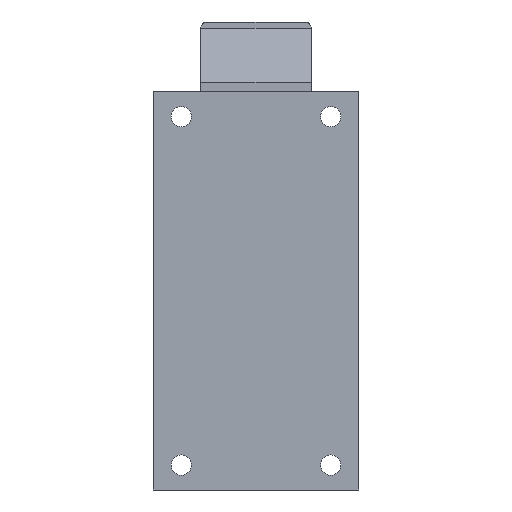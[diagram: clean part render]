
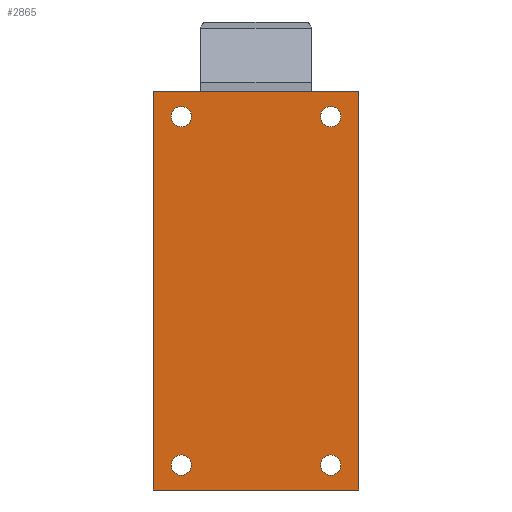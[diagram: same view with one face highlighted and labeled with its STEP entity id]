
A CAD part, front view. The second image highlights one B-rep face of the part: STEP entity #2865.
In plain terms, the highlighted planar face has unit normal (0, -1, 0).
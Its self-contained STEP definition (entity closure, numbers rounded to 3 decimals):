
#38 = VERTEX_POINT ( 'NONE', #68 ) ;
#68 = CARTESIAN_POINT ( 'NONE',  ( -24., -4.9, 52.75 ) ) ;
#177 = VERTEX_POINT ( 'NONE', #1899 ) ;
#180 = CARTESIAN_POINT ( 'NONE',  ( 24., -4.9, -56. ) ) ;
#196 = CARTESIAN_POINT ( 'NONE',  ( -33., -4.9, 64. ) ) ;
#241 = CARTESIAN_POINT ( 'NONE',  ( 0., -4.9, 0. ) ) ;
#259 = AXIS2_PLACEMENT_3D ( 'NONE', #1207, #2985, #1455 ) ;
#281 = EDGE_CURVE ( 'NONE', #1273, #177, #1998, .T. ) ;
#282 = CARTESIAN_POINT ( 'NONE',  ( -24., -4.9, -56. ) ) ;
#332 = DIRECTION ( 'NONE',  ( 0., 1., 0. ) ) ;
#345 = ORIENTED_EDGE ( 'NONE', *, *, #3241, .F. ) ;
#349 = AXIS2_PLACEMENT_3D ( 'NONE', #2866, #332, #1987 ) ;
#352 = VERTEX_POINT ( 'NONE', #1685 ) ;
#370 = FACE_BOUND ( 'NONE', #2191, .T. ) ;
#380 = LINE ( 'NONE', #1324, #1714 ) ;
#407 = ORIENTED_EDGE ( 'NONE', *, *, #1357, .T. ) ;
#431 = ORIENTED_EDGE ( 'NONE', *, *, #1682, .T. ) ;
#440 = DIRECTION ( 'NONE',  ( 0., 0., 1. ) ) ;
#482 = VERTEX_POINT ( 'NONE', #699 ) ;
#699 = CARTESIAN_POINT ( 'NONE',  ( 24., -4.9, 59.25 ) ) ;
#704 = AXIS2_PLACEMENT_3D ( 'NONE', #282, #929, #1512 ) ;
#710 = DIRECTION ( 'NONE',  ( 0., 1., 0. ) ) ;
#727 = EDGE_CURVE ( 'NONE', #482, #352, #729, .T. ) ;
#729 = CIRCLE ( 'NONE', #349, 3.25 ) ;
#738 = CARTESIAN_POINT ( 'NONE',  ( 24., -4.9, -59.25 ) ) ;
#739 = CARTESIAN_POINT ( 'NONE',  ( 24., -4.9, -52.75 ) ) ;
#753 = DIRECTION ( 'NONE',  ( 0., 0., 1. ) ) ;
#757 = ORIENTED_EDGE ( 'NONE', *, *, #1671, .T. ) ;
#906 = DIRECTION ( 'NONE',  ( 0., 1., 0. ) ) ;
#929 = DIRECTION ( 'NONE',  ( 0., 1., 0. ) ) ;
#945 = VECTOR ( 'NONE', #2596, 1000. ) ;
#949 = AXIS2_PLACEMENT_3D ( 'NONE', #241, #2266, #753 ) ;
#1033 = EDGE_CURVE ( 'NONE', #2362, #1824, #380, .T. ) ;
#1041 = VERTEX_POINT ( 'NONE', #739 ) ;
#1083 = AXIS2_PLACEMENT_3D ( 'NONE', #1331, #3111, #1587 ) ;
#1146 = AXIS2_PLACEMENT_3D ( 'NONE', #2435, #906, #2684 ) ;
#1186 = FACE_BOUND ( 'NONE', #2528, .T. ) ;
#1207 = CARTESIAN_POINT ( 'NONE',  ( 24., -4.9, 56. ) ) ;
#1229 = CIRCLE ( 'NONE', #1146, 3.25 ) ;
#1273 = VERTEX_POINT ( 'NONE', #2309 ) ;
#1277 = EDGE_CURVE ( 'NONE', #3082, #1857, #2942, .T. ) ;
#1324 = CARTESIAN_POINT ( 'NONE',  ( 33., -4.9, -64. ) ) ;
#1331 = CARTESIAN_POINT ( 'NONE',  ( 24., -4.9, -56. ) ) ;
#1341 = DIRECTION ( 'NONE',  ( 0., 1., 0. ) ) ;
#1357 = EDGE_CURVE ( 'NONE', #177, #1273, #2115, .T. ) ;
#1455 = DIRECTION ( 'NONE',  ( 0., 0., 1. ) ) ;
#1486 = ORIENTED_EDGE ( 'NONE', *, *, #1277, .F. ) ;
#1508 = CARTESIAN_POINT ( 'NONE',  ( -24., -4.9, 59.25 ) ) ;
#1512 = DIRECTION ( 'NONE',  ( 0., 0., 1. ) ) ;
#1554 = ORIENTED_EDGE ( 'NONE', *, *, #2215, .T. ) ;
#1586 = VECTOR ( 'NONE', #2821, 1000. ) ;
#1587 = DIRECTION ( 'NONE',  ( 0., 0., 1. ) ) ;
#1615 = EDGE_CURVE ( 'NONE', #2384, #1041, #3248, .T. ) ;
#1633 = FACE_OUTER_BOUND ( 'NONE', #1969, .T. ) ;
#1635 = LINE ( 'NONE', #2337, #945 ) ;
#1671 = EDGE_CURVE ( 'NONE', #2992, #38, #2432, .T. ) ;
#1682 = EDGE_CURVE ( 'NONE', #352, #482, #3025, .T. ) ;
#1685 = CARTESIAN_POINT ( 'NONE',  ( 24., -4.9, 52.75 ) ) ;
#1696 = EDGE_LOOP ( 'NONE', ( #431, #2241 ) ) ;
#1714 = VECTOR ( 'NONE', #2816, 1000. ) ;
#1768 = PLANE ( 'NONE',  #949 ) ;
#1810 = CARTESIAN_POINT ( 'NONE',  ( -33., -4.9, -64. ) ) ;
#1813 = EDGE_LOOP ( 'NONE', ( #3225, #2451 ) ) ;
#1824 = VERTEX_POINT ( 'NONE', #2709 ) ;
#1855 = CARTESIAN_POINT ( 'NONE',  ( -33., -4.9, -64. ) ) ;
#1857 = VERTEX_POINT ( 'NONE', #196 ) ;
#1899 = CARTESIAN_POINT ( 'NONE',  ( -24., -4.9, -59.25 ) ) ;
#1956 = DIRECTION ( 'NONE',  ( 0., 1., 0. ) ) ;
#1969 = EDGE_LOOP ( 'NONE', ( #2916, #345, #1486, #2632 ) ) ;
#1987 = DIRECTION ( 'NONE',  ( 0., 0., 1. ) ) ;
#1998 = CIRCLE ( 'NONE', #704, 3.25 ) ;
#2115 = CIRCLE ( 'NONE', #3264, 3.25 ) ;
#2139 = CARTESIAN_POINT ( 'NONE',  ( -33., -4.9, 64. ) ) ;
#2184 = LINE ( 'NONE', #2139, #2538 ) ;
#2191 = EDGE_LOOP ( 'NONE', ( #407, #2690 ) ) ;
#2215 = EDGE_CURVE ( 'NONE', #38, #2992, #1229, .T. ) ;
#2219 = CARTESIAN_POINT ( 'NONE',  ( -24., -4.9, 56. ) ) ;
#2241 = ORIENTED_EDGE ( 'NONE', *, *, #727, .T. ) ;
#2266 = DIRECTION ( 'NONE',  ( 0., 1., 0. ) ) ;
#2309 = CARTESIAN_POINT ( 'NONE',  ( -24., -4.9, -52.75 ) ) ;
#2337 = CARTESIAN_POINT ( 'NONE',  ( -33., -4.9, -64. ) ) ;
#2362 = VERTEX_POINT ( 'NONE', #2499 ) ;
#2384 = VERTEX_POINT ( 'NONE', #738 ) ;
#2432 = CIRCLE ( 'NONE', #3034, 3.25 ) ;
#2435 = CARTESIAN_POINT ( 'NONE',  ( -24., -4.9, 56. ) ) ;
#2441 = EDGE_CURVE ( 'NONE', #1824, #3082, #1635, .T. ) ;
#2451 = ORIENTED_EDGE ( 'NONE', *, *, #2483, .T. ) ;
#2473 = DIRECTION ( 'NONE',  ( 0., 0., 1. ) ) ;
#2483 = EDGE_CURVE ( 'NONE', #1041, #2384, #2902, .T. ) ;
#2499 = CARTESIAN_POINT ( 'NONE',  ( 33., -4.9, 64. ) ) ;
#2528 = EDGE_LOOP ( 'NONE', ( #1554, #757 ) ) ;
#2538 = VECTOR ( 'NONE', #2644, 1000. ) ;
#2596 = DIRECTION ( 'NONE',  ( -1., 0., 0. ) ) ;
#2632 = ORIENTED_EDGE ( 'NONE', *, *, #2441, .F. ) ;
#2644 = DIRECTION ( 'NONE',  ( 1., 0., 0. ) ) ;
#2684 = DIRECTION ( 'NONE',  ( 0., 0., 1. ) ) ;
#2690 = ORIENTED_EDGE ( 'NONE', *, *, #281, .T. ) ;
#2709 = CARTESIAN_POINT ( 'NONE',  ( 33., -4.9, -64. ) ) ;
#2816 = DIRECTION ( 'NONE',  ( 0., 0., -1. ) ) ;
#2821 = DIRECTION ( 'NONE',  ( 0., 0., 1. ) ) ;
#2865 = ADVANCED_FACE ( 'NONE', ( #1186, #370, #1633, #2979, #3048 ), #1768, .F. ) ;
#2866 = CARTESIAN_POINT ( 'NONE',  ( 24., -4.9, 56. ) ) ;
#2871 = CARTESIAN_POINT ( 'NONE',  ( -24., -4.9, -56. ) ) ;
#2902 = CIRCLE ( 'NONE', #1083, 3.25 ) ;
#2916 = ORIENTED_EDGE ( 'NONE', *, *, #1033, .F. ) ;
#2942 = LINE ( 'NONE', #1810, #1586 ) ;
#2979 = FACE_BOUND ( 'NONE', #1813, .T. ) ;
#2985 = DIRECTION ( 'NONE',  ( 0., 1., 0. ) ) ;
#2992 = VERTEX_POINT ( 'NONE', #1508 ) ;
#3025 = CIRCLE ( 'NONE', #259, 3.25 ) ;
#3034 = AXIS2_PLACEMENT_3D ( 'NONE', #2219, #710, #2473 ) ;
#3048 = FACE_BOUND ( 'NONE', #1696, .T. ) ;
#3082 = VERTEX_POINT ( 'NONE', #1855 ) ;
#3111 = DIRECTION ( 'NONE',  ( 0., 1., 0. ) ) ;
#3119 = DIRECTION ( 'NONE',  ( 0., 0., 1. ) ) ;
#3200 = AXIS2_PLACEMENT_3D ( 'NONE', #180, #1956, #440 ) ;
#3225 = ORIENTED_EDGE ( 'NONE', *, *, #1615, .T. ) ;
#3241 = EDGE_CURVE ( 'NONE', #1857, #2362, #2184, .T. ) ;
#3248 = CIRCLE ( 'NONE', #3200, 3.25 ) ;
#3264 = AXIS2_PLACEMENT_3D ( 'NONE', #2871, #1341, #3119 ) ;
